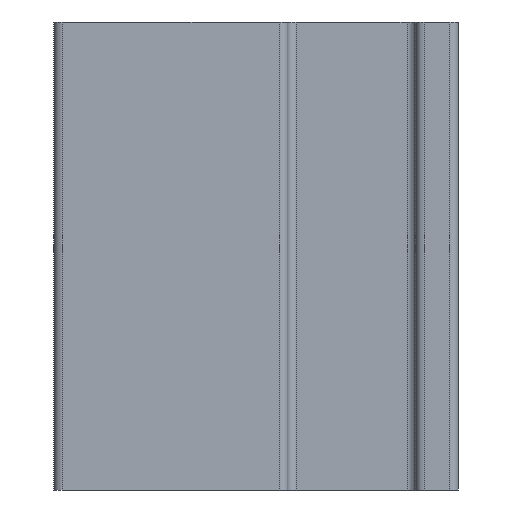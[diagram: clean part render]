
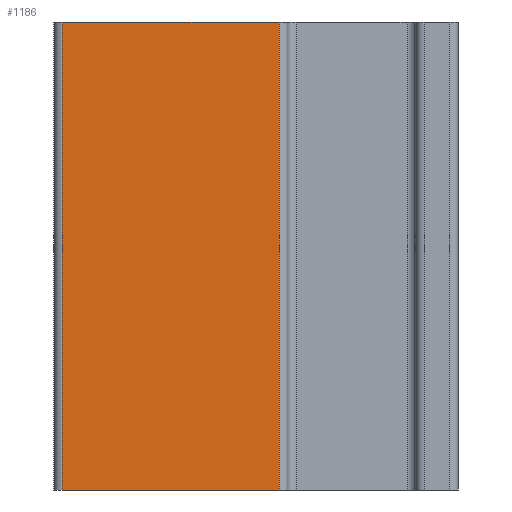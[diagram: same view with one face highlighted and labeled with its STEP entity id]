
A CAD part, left-side view. The second image highlights one B-rep face of the part: STEP entity #1186.
In plain terms, the highlighted planar face has unit normal (-1, 0, 0).
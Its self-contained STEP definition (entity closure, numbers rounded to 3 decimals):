
#45=PLANE('',#1319);
#106=FACE_OUTER_BOUND('',#167,.T.);
#167=EDGE_LOOP('',(#1035,#1036,#1037,#1038));
#183=LINE('',#1720,#299);
#263=LINE('',#1967,#379);
#284=LINE('',#2024,#400);
#285=LINE('',#2026,#401);
#299=VECTOR('',#1356,10.);
#379=VECTOR('',#1602,10.);
#400=VECTOR('',#1669,10.);
#401=VECTOR('',#1672,10.);
#478=VERTEX_POINT('',#1717);
#479=VERTEX_POINT('',#1719);
#563=VERTEX_POINT('',#1965);
#576=VERTEX_POINT('',#2022);
#596=EDGE_CURVE('',#479,#478,#183,.T.);
#719=EDGE_CURVE('',#563,#478,#263,.T.);
#748=EDGE_CURVE('',#479,#576,#284,.T.);
#749=EDGE_CURVE('',#576,#563,#285,.T.);
#1035=ORIENTED_EDGE('',*,*,#719,.F.);
#1036=ORIENTED_EDGE('',*,*,#749,.F.);
#1037=ORIENTED_EDGE('',*,*,#748,.F.);
#1038=ORIENTED_EDGE('',*,*,#596,.T.);
#1186=ADVANCED_FACE('',(#106),#45,.T.);
#1319=AXIS2_PLACEMENT_3D('',#2025,#1670,#1671);
#1356=DIRECTION('',(0.,-1.,0.));
#1602=DIRECTION('',(0.,0.,-1.));
#1669=DIRECTION('',(0.,0.,1.));
#1670=DIRECTION('center_axis',(-1.,0.,0.));
#1671=DIRECTION('ref_axis',(0.,-1.,0.));
#1672=DIRECTION('',(0.,-1.,0.));
#1717=CARTESIAN_POINT('',(0.,42.,0.));
#1719=CARTESIAN_POINT('',(0.,93.,0.));
#1720=CARTESIAN_POINT('',(0.,95.,0.));
#1965=CARTESIAN_POINT('',(0.,42.,110.));
#1967=CARTESIAN_POINT('',(0.,42.,0.));
#2022=CARTESIAN_POINT('',(0.,93.,110.));
#2024=CARTESIAN_POINT('',(0.,93.,0.));
#2025=CARTESIAN_POINT('Origin',(0.,95.,0.));
#2026=CARTESIAN_POINT('',(0.,95.,110.));
